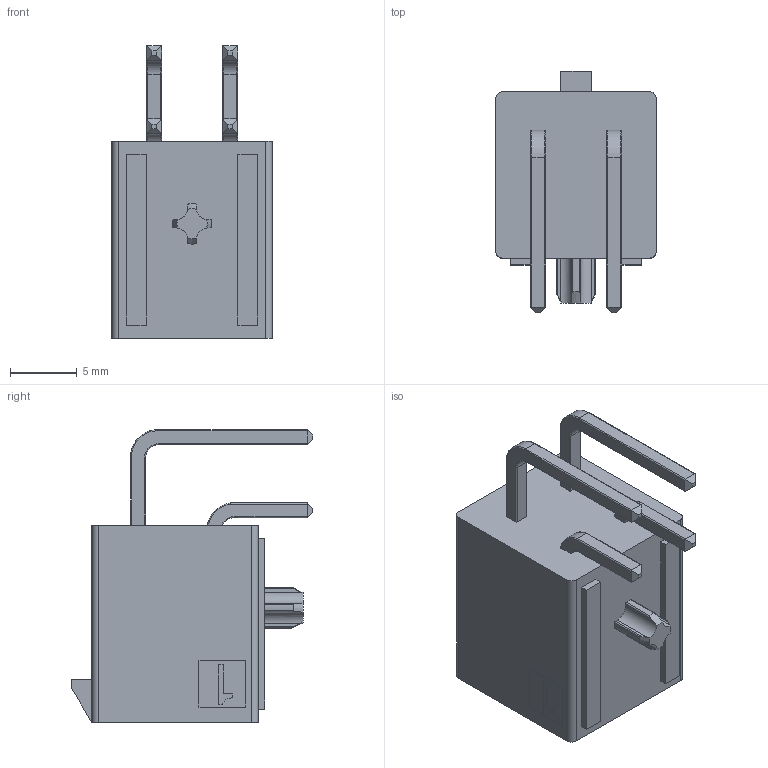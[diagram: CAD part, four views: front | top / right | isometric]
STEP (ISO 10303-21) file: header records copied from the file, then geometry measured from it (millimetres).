
FILE_DESCRIPTION((''),'2;1');
FILE_NAME('768250004','2018-11-23T',('gga'),(''),'PRO/ENGINEER BY PARAMETRIC TECHNOLOGY CORPORATION, 2016010','PRO/ENGINEER BY PARAMETRIC TECHNOLOGY CORPORATION, 2016010','');
FILE_SCHEMA(('CONFIG_CONTROL_DESIGN'));
Length unit declared in the file: millimetre
Products named in the file (1): 768250004
Bounding box: 12.06 x 18.13 x 21.96 mm (x, y, z)
Volume: 1239.7 mm3; surface area: 2292.1 mm2
Topology: 1 solids, 1 shells, 282 faces, 758 edges, 498 vertices
Faces by surface type: plane 192, cylinder 66, torus 16, cone 4, extrusion 4
Entity records: 8996 total; most frequent: CARTESIAN_POINT 1992, ORIENTED_EDGE 1496, DIRECTION 1333, EDGE_CURVE 748, VECTOR 533, LINE 529, VERTEX_POINT 488, AXIS2_PLACEMENT_3D 400
